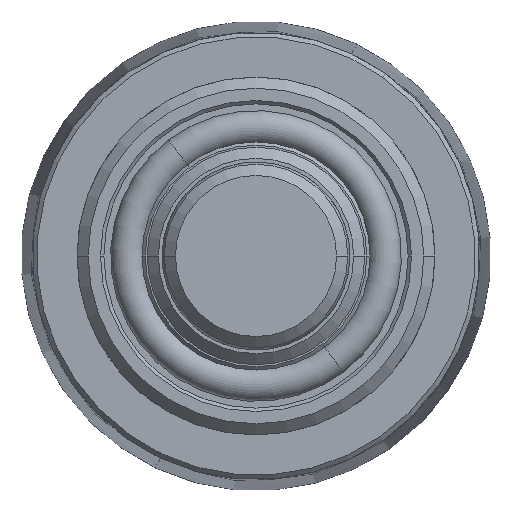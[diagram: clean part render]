
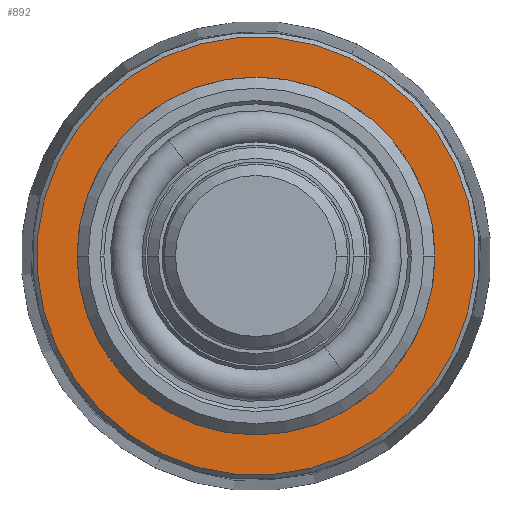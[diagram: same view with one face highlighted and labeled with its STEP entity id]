
A CAD part, left-side view. The second image highlights one B-rep face of the part: STEP entity #892.
In plain terms, the highlighted planar face has unit normal (-1, 0, 0).
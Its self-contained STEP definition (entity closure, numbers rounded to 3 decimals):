
#892=ADVANCED_FACE('NONE',(#1893,#1894),#1895,.T.);
#1893=FACE_OUTER_BOUND('',#4694,.T.);
#1894=FACE_BOUND('',#4695,.T.);
#1895=PLANE('',#4696);
#4694=EDGE_LOOP('',(#7607,#7608));
#4695=EDGE_LOOP('',(#7609,#7610));
#4696=AXIS2_PLACEMENT_3D('',#7611,#7612,#7613);
#7607=ORIENTED_EDGE('',*,*,#9318,.T.);
#7608=ORIENTED_EDGE('',*,*,#9266,.T.);
#7609=ORIENTED_EDGE('',*,*,#9294,.F.);
#7610=ORIENTED_EDGE('',*,*,#9316,.F.);
#7611=CARTESIAN_POINT('',(0.,-4.69,-3.327));
#7612=DIRECTION('',(-1.0,0.0,0.));
#7613=DIRECTION('',(0.0,1.0,0.0));
#9266=EDGE_CURVE('NONE',#10783,#10784,#10785,.T.);
#9294=EDGE_CURVE('NONE',#10831,#10832,#10833,.T.);
#9316=EDGE_CURVE('NONE',#10832,#10831,#10861,.T.);
#9318=EDGE_CURVE('NONE',#10784,#10783,#10863,.T.);
#10783=VERTEX_POINT('NONE',#14691);
#10784=VERTEX_POINT('NONE',#14692);
#10785=CIRCLE('',#14693,9.8);
#10831=VERTEX_POINT('NONE',#14749);
#10832=VERTEX_POINT('NONE',#14750);
#10833=CIRCLE('',#14751,5.75);
#10861=CIRCLE('',#14785,5.75);
#10863=CIRCLE('',#14787,9.8);
#14691=CARTESIAN_POINT('',(0.,5.671,-7.993));
#14692=CARTESIAN_POINT('',(0.,-5.671,7.993));
#14693=AXIS2_PLACEMENT_3D('',#16739,#16740,#16741);
#14749=CARTESIAN_POINT('',(0.,3.327,-4.69));
#14750=CARTESIAN_POINT('',(0.,-3.327,4.69));
#14751=AXIS2_PLACEMENT_3D('',#16785,#16786,#16787);
#14785=AXIS2_PLACEMENT_3D('',#16821,#16822,#16823);
#14787=AXIS2_PLACEMENT_3D('',#16824,#16825,#16826);
#16739=CARTESIAN_POINT('',(0.,0.,0.));
#16740=DIRECTION('',(-1.0,0.,0.));
#16741=DIRECTION('',(0.,0.579,-0.816));
#16785=CARTESIAN_POINT('',(0.,0.,0.));
#16786=DIRECTION('',(-1.0,0.0,0.));
#16787=DIRECTION('',(0.,0.579,-0.816));
#16821=CARTESIAN_POINT('',(0.,0.,0.));
#16822=DIRECTION('',(-1.0,0.0,0.));
#16823=DIRECTION('',(0.,0.579,-0.816));
#16824=CARTESIAN_POINT('',(0.,0.,0.));
#16825=DIRECTION('',(-1.0,0.,0.));
#16826=DIRECTION('',(0.,0.579,-0.816));
